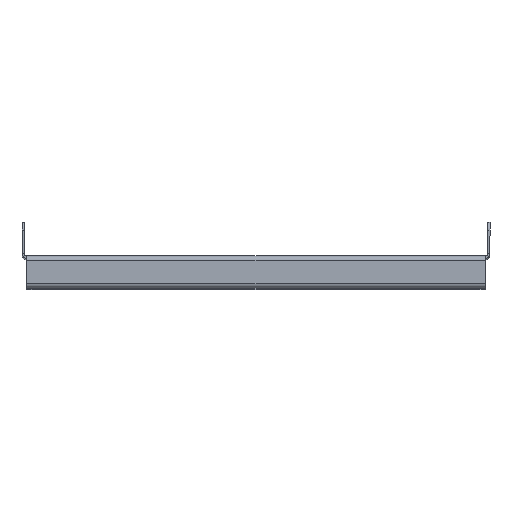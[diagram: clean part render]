
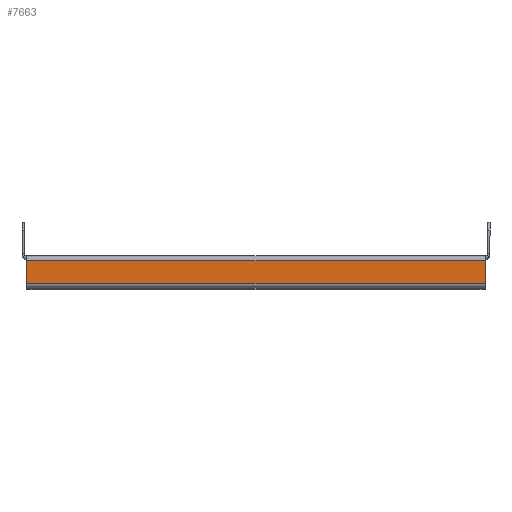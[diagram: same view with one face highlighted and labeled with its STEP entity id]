
A CAD part, top view. The second image highlights one B-rep face of the part: STEP entity #7663.
In plain terms, the highlighted planar face has unit normal (0, 0, 1).
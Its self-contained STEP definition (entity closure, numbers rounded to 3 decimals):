
#196 = DIRECTION ( 'NONE',  ( 0., -1., 0. ) ) ;
#1114 = VECTOR ( 'NONE', #10674, 1000. ) ;
#1283 = CARTESIAN_POINT ( 'NONE',  ( -143., -24.243, 298.5 ) ) ;
#1309 = VERTEX_POINT ( 'NONE', #2822 ) ;
#1443 = VERTEX_POINT ( 'NONE', #4890 ) ;
#1481 = EDGE_CURVE ( 'NONE', #2672, #7032, #6649, .T. ) ;
#1932 = EDGE_LOOP ( 'NONE', ( #7588, #9866, #5728, #8165 ) ) ;
#2296 = LINE ( 'NONE', #5144, #6723 ) ;
#2672 = VERTEX_POINT ( 'NONE', #9915 ) ;
#2822 = CARTESIAN_POINT ( 'NONE',  ( 143., -3., 298.5 ) ) ;
#3620 = FACE_OUTER_BOUND ( 'NONE', #1932, .T. ) ;
#3859 = VECTOR ( 'NONE', #9735, 1000. ) ;
#4035 = EDGE_CURVE ( 'NONE', #1309, #7032, #2296, .T. ) ;
#4693 = CARTESIAN_POINT ( 'NONE',  ( 0., 0., 298.5 ) ) ;
#4890 = CARTESIAN_POINT ( 'NONE',  ( 143., -17., 298.5 ) ) ;
#5144 = CARTESIAN_POINT ( 'NONE',  ( 0., -3., 298.5 ) ) ;
#5240 = CARTESIAN_POINT ( 'NONE',  ( -143., -3., 298.5 ) ) ;
#5427 = CARTESIAN_POINT ( 'NONE',  ( 143., -24.243, 298.5 ) ) ;
#5566 = PLANE ( 'NONE',  #10485 ) ;
#5728 = ORIENTED_EDGE ( 'NONE', *, *, #6602, .T. ) ;
#5895 = DIRECTION ( 'NONE',  ( -1., 0., 0. ) ) ;
#6429 = VECTOR ( 'NONE', #7411, 1000. ) ;
#6602 = EDGE_CURVE ( 'NONE', #1443, #1309, #8063, .T. ) ;
#6649 = LINE ( 'NONE', #1283, #6429 ) ;
#6723 = VECTOR ( 'NONE', #5895, 1000. ) ;
#7032 = VERTEX_POINT ( 'NONE', #5240 ) ;
#7411 = DIRECTION ( 'NONE',  ( 0., 1., 0. ) ) ;
#7588 = ORIENTED_EDGE ( 'NONE', *, *, #1481, .F. ) ;
#7663 = ADVANCED_FACE ( 'NONE', ( #3620 ), #5566, .T. ) ;
#8063 = LINE ( 'NONE', #5427, #3859 ) ;
#8165 = ORIENTED_EDGE ( 'NONE', *, *, #4035, .T. ) ;
#8262 = DIRECTION ( 'NONE',  ( 0., 0., 1. ) ) ;
#8891 = CARTESIAN_POINT ( 'NONE',  ( -146., -17., 298.5 ) ) ;
#9328 = EDGE_CURVE ( 'NONE', #2672, #1443, #10736, .T. ) ;
#9735 = DIRECTION ( 'NONE',  ( 0., 1., 0. ) ) ;
#9866 = ORIENTED_EDGE ( 'NONE', *, *, #9328, .T. ) ;
#9915 = CARTESIAN_POINT ( 'NONE',  ( -143., -17., 298.5 ) ) ;
#10485 = AXIS2_PLACEMENT_3D ( 'NONE', #4693, #8262, #196 ) ;
#10674 = DIRECTION ( 'NONE',  ( 1., 0., 0. ) ) ;
#10736 = LINE ( 'NONE', #8891, #1114 ) ;
